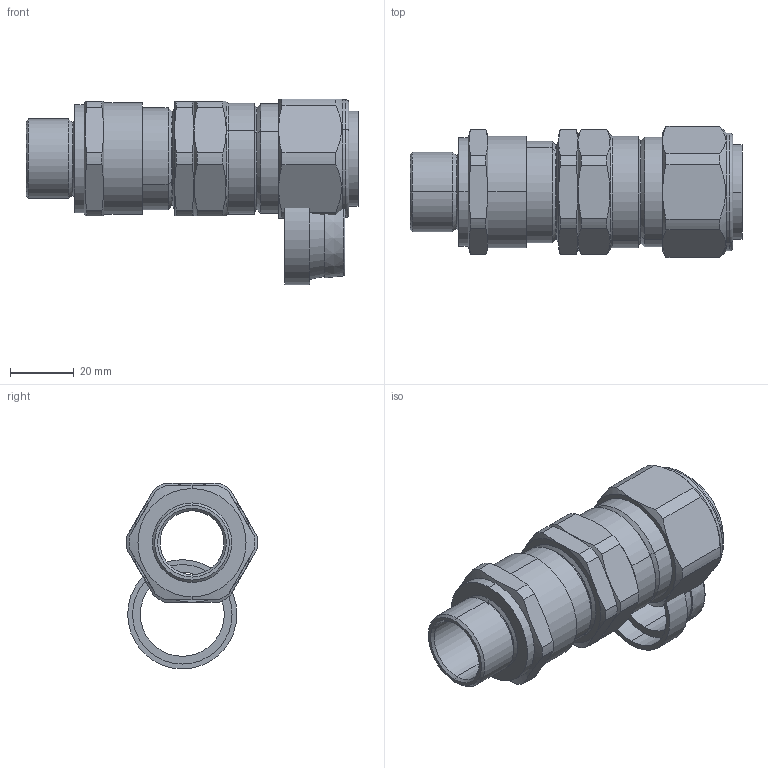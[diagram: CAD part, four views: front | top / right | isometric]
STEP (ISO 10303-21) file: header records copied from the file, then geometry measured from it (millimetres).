
FILE_DESCRIPTION (( 'STEP AP203' ), '1' );
FILE_NAME ('25E1FU1RA.STEP', '2017-09-22T09:43:13', ( '' ), ( '' ), 'SwSTEP 2.0', 'SolidWorks 2017', '' );
FILE_SCHEMA (( 'CONFIG_CONTROL_DESIGN' ));
Length unit declared in the file: millimetre
Products named in the file (1): 25E1FU1RA
Bounding box: 104.42 x 41.23 x 58.46 mm (x, y, z)
Surface area: 21937.4 mm2 (no closed solid volume)
Topology: 0 solids, 7 shells, 160 faces, 382 edges, 236 vertices
Faces by surface type: cone 60, cylinder 54, plane 38, torus 8
Entity records: 5071 total; most frequent: CARTESIAN_POINT 1295, DIRECTION 814, ORIENTED_EDGE 740, EDGE_CURVE 382, AXIS2_PLACEMENT_3D 347, VERTEX_POINT 236, CIRCLE 186, EDGE_LOOP 174
